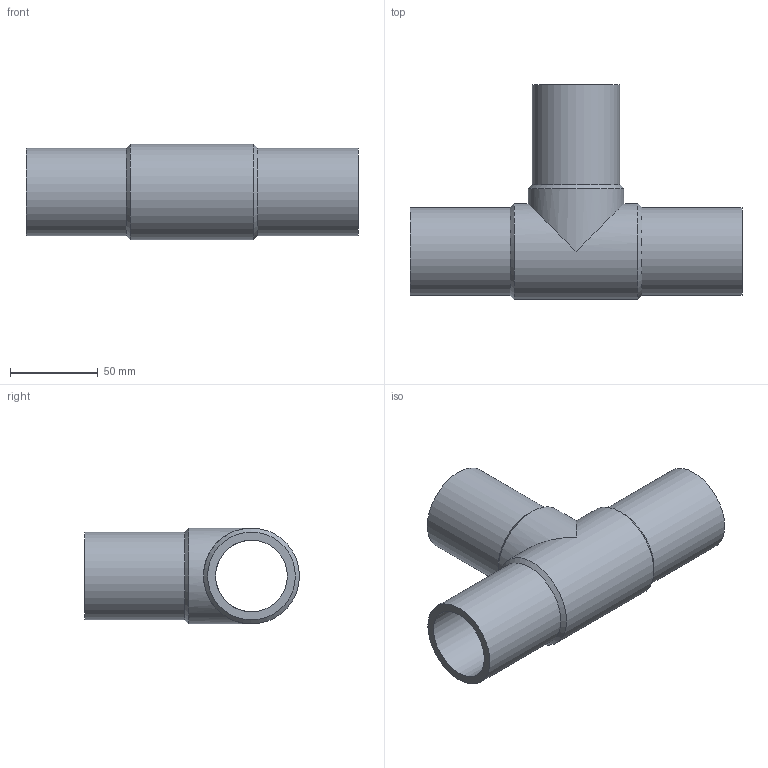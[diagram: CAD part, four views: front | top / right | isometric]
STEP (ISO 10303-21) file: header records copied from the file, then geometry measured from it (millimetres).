
FILE_DESCRIPTION (( 'STEP AP203' ), '1' );
FILE_NAME ('581245015.STEP', '2015-12-04T21:20:30', ( '' ), ( '' ), 'SwSTEP 2.0', 'SolidWorks 2015', '' );
FILE_SCHEMA (( 'CONFIG_CONTROL_DESIGN' ));
Length unit declared in the file: inch
Products named in the file (1): 581245015
Bounding box: 189 x 122.3 x 54.6 mm (x, y, z)
Volume: 196091.7 mm3; surface area: 75742.3 mm2
Topology: 1 solids, 1 shells, 13 faces, 33 edges, 21 vertices
Faces by surface type: cylinder 7, plane 3, cone 3
Full cylindrical faces by diameter (mm): 40.8 x2, 50 x3, 54.6 x2
Entity records: 377 total; most frequent: CARTESIAN_POINT 58, DIRECTION 52, ORIENTED_EDGE 32, EDGE_LOOP 28, AXIS2_PLACEMENT_3D 26, FACE_OUTER_BOUND 20, VERTEX_POINT 16, EDGE_CURVE 16
